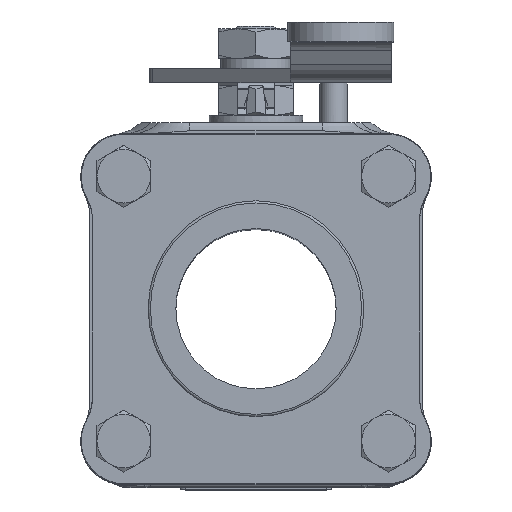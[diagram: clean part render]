
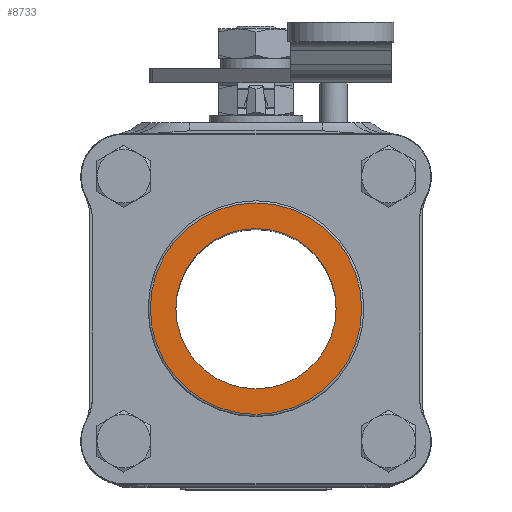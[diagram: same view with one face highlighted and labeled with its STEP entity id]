
A CAD part, top view. The second image highlights one B-rep face of the part: STEP entity #8733.
In plain terms, the highlighted planar face has unit normal (0, 0, 1).
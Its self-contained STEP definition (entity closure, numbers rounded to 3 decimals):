
#643=FACE_BOUND('',#1653,.T.);
#1144=FACE_OUTER_BOUND('',#1652,.T.);
#1652=EDGE_LOOP('',(#7335,#7336));
#1653=EDGE_LOOP('',(#7337,#7338));
#1707=CIRCLE('',#8800,23.749);
#1708=CIRCLE('',#8801,23.749);
#2073=CIRCLE('',#9595,31.331);
#2075=CIRCLE('',#9597,31.331);
#3097=VERTEX_POINT('',#11982);
#3098=VERTEX_POINT('',#11983);
#3804=VERTEX_POINT('',#16727);
#3805=VERTEX_POINT('',#16728);
#3890=EDGE_CURVE('',#3097,#3098,#1707,.T.);
#3891=EDGE_CURVE('',#3098,#3097,#1708,.T.);
#5022=EDGE_CURVE('',#3804,#3805,#2073,.T.);
#5024=EDGE_CURVE('',#3805,#3804,#2075,.T.);
#7335=ORIENTED_EDGE('',*,*,#5022,.F.);
#7336=ORIENTED_EDGE('',*,*,#5024,.F.);
#7337=ORIENTED_EDGE('',*,*,#3890,.T.);
#7338=ORIENTED_EDGE('',*,*,#3891,.T.);
#7819=PLANE('',#9606);
#8733=ADVANCED_FACE('',(#1144,#643),#7819,.F.);
#8800=AXIS2_PLACEMENT_3D('',#11984,#9714,#9715);
#8801=AXIS2_PLACEMENT_3D('',#11985,#9716,#9717);
#9595=AXIS2_PLACEMENT_3D('',#16729,#11744,#11745);
#9597=AXIS2_PLACEMENT_3D('',#16731,#11748,#11749);
#9606=AXIS2_PLACEMENT_3D('',#16746,#11767,#11768);
#9714=DIRECTION('center_axis',(0.,0.,-1.));
#9715=DIRECTION('ref_axis',(1.,0.,0.));
#9716=DIRECTION('center_axis',(0.,0.,-1.));
#9717=DIRECTION('ref_axis',(1.,0.,0.));
#11744=DIRECTION('center_axis',(0.,0.,-1.));
#11745=DIRECTION('ref_axis',(0.,1.,0.));
#11748=DIRECTION('center_axis',(0.,0.,-1.));
#11749=DIRECTION('ref_axis',(0.,1.,0.));
#11767=DIRECTION('center_axis',(0.,0.,-1.));
#11768=DIRECTION('ref_axis',(1.,0.,0.));
#11982=CARTESIAN_POINT('',(23.749,0.,84.932));
#11983=CARTESIAN_POINT('',(-23.749,0.,84.932));
#11984=CARTESIAN_POINT('Origin',(0.,0.,
84.932));
#11985=CARTESIAN_POINT('Origin',(0.,0.,
84.932));
#16727=CARTESIAN_POINT('',(0.,-31.331,84.932));
#16728=CARTESIAN_POINT('',(31.331,0.,84.932));
#16729=CARTESIAN_POINT('Origin',(0.,0.,
84.932));
#16731=CARTESIAN_POINT('Origin',(0.,0.,
84.932));
#16746=CARTESIAN_POINT('Origin',(0.,-17.56,
84.932));
